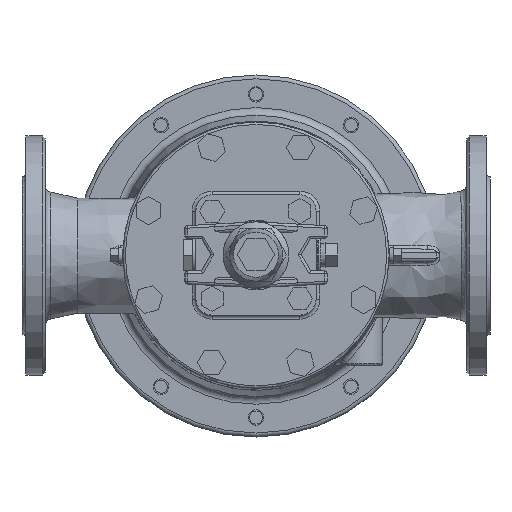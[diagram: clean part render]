
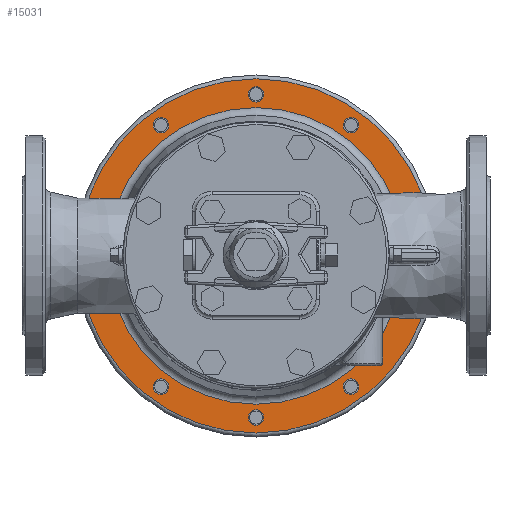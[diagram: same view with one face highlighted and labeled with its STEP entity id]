
A CAD part, top view. The second image highlights one B-rep face of the part: STEP entity #15031.
In plain terms, the highlighted planar face has unit normal (0, 0, 1).
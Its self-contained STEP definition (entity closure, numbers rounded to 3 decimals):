
#115=PLANE('',#16137);
#3218=FACE_BOUND('',#4729,.T.);
#3219=FACE_BOUND('',#4730,.T.);
#3220=FACE_BOUND('',#4731,.T.);
#3221=FACE_BOUND('',#4732,.T.);
#3222=FACE_BOUND('',#4733,.T.);
#3223=FACE_BOUND('',#4734,.T.);
#3224=FACE_BOUND('',#4735,.T.);
#3225=FACE_BOUND('',#4736,.T.);
#3226=FACE_BOUND('',#4737,.T.);
#3227=FACE_BOUND('',#4738,.T.);
#3228=FACE_BOUND('',#4739,.T.);
#3650=FACE_OUTER_BOUND('',#4728,.T.);
#4728=EDGE_LOOP('',(#10913));
#4729=EDGE_LOOP('',(#10914));
#4730=EDGE_LOOP('',(#10915));
#4731=EDGE_LOOP('',(#10916));
#4732=EDGE_LOOP('',(#10917));
#4733=EDGE_LOOP('',(#10918));
#4734=EDGE_LOOP('',(#10919));
#4735=EDGE_LOOP('',(#10920));
#4736=EDGE_LOOP('',(#10921));
#4737=EDGE_LOOP('',(#10922));
#4738=EDGE_LOOP('',(#10923));
#4739=EDGE_LOOP('',(#10924));
#6243=CIRCLE('',#16036,5.053);
#6245=CIRCLE('',#16039,5.053);
#6247=CIRCLE('',#16042,5.053);
#6249=CIRCLE('',#16045,5.053);
#6251=CIRCLE('',#16048,5.053);
#6253=CIRCLE('',#16051,5.053);
#6255=CIRCLE('',#16054,5.053);
#6257=CIRCLE('',#16057,5.053);
#6259=CIRCLE('',#16060,5.053);
#6261=CIRCLE('',#16063,5.053);
#6304=CIRCLE('',#16136,137.);
#6305=CIRCLE('',#16138,114.73);
#7001=VERTEX_POINT('',#23773);
#7003=VERTEX_POINT('',#23778);
#7005=VERTEX_POINT('',#23783);
#7007=VERTEX_POINT('',#23788);
#7009=VERTEX_POINT('',#23793);
#7011=VERTEX_POINT('',#23798);
#7013=VERTEX_POINT('',#23803);
#7015=VERTEX_POINT('',#23808);
#7017=VERTEX_POINT('',#23813);
#7019=VERTEX_POINT('',#23818);
#7095=VERTEX_POINT('',#25626);
#7096=VERTEX_POINT('',#25629);
#8444=EDGE_CURVE('',#7001,#7001,#6243,.T.);
#8446=EDGE_CURVE('',#7003,#7003,#6245,.T.);
#8448=EDGE_CURVE('',#7005,#7005,#6247,.T.);
#8450=EDGE_CURVE('',#7007,#7007,#6249,.T.);
#8452=EDGE_CURVE('',#7009,#7009,#6251,.T.);
#8454=EDGE_CURVE('',#7011,#7011,#6253,.T.);
#8456=EDGE_CURVE('',#7013,#7013,#6255,.T.);
#8458=EDGE_CURVE('',#7015,#7015,#6257,.T.);
#8460=EDGE_CURVE('',#7017,#7017,#6259,.T.);
#8462=EDGE_CURVE('',#7019,#7019,#6261,.T.);
#8580=EDGE_CURVE('',#7095,#7095,#6304,.T.);
#8581=EDGE_CURVE('',#7096,#7096,#6305,.T.);
#10913=ORIENTED_EDGE('',*,*,#8580,.F.);
#10914=ORIENTED_EDGE('',*,*,#8444,.T.);
#10915=ORIENTED_EDGE('',*,*,#8446,.T.);
#10916=ORIENTED_EDGE('',*,*,#8448,.T.);
#10917=ORIENTED_EDGE('',*,*,#8450,.T.);
#10918=ORIENTED_EDGE('',*,*,#8452,.T.);
#10919=ORIENTED_EDGE('',*,*,#8454,.T.);
#10920=ORIENTED_EDGE('',*,*,#8456,.T.);
#10921=ORIENTED_EDGE('',*,*,#8458,.T.);
#10922=ORIENTED_EDGE('',*,*,#8460,.T.);
#10923=ORIENTED_EDGE('',*,*,#8462,.T.);
#10924=ORIENTED_EDGE('',*,*,#8581,.F.);
#15031=ADVANCED_FACE('',(#3650,#3218,#3219,#3220,#3221,#3222,#3223,#3224,
#3225,#3226,#3227,#3228),#115,.T.);
#16036=AXIS2_PLACEMENT_3D('',#23774,#17767,#17768);
#16039=AXIS2_PLACEMENT_3D('',#23779,#17773,#17774);
#16042=AXIS2_PLACEMENT_3D('',#23784,#17779,#17780);
#16045=AXIS2_PLACEMENT_3D('',#23789,#17785,#17786);
#16048=AXIS2_PLACEMENT_3D('',#23794,#17791,#17792);
#16051=AXIS2_PLACEMENT_3D('',#23799,#17797,#17798);
#16054=AXIS2_PLACEMENT_3D('',#23804,#17803,#17804);
#16057=AXIS2_PLACEMENT_3D('',#23809,#17809,#17810);
#16060=AXIS2_PLACEMENT_3D('',#23814,#17815,#17816);
#16063=AXIS2_PLACEMENT_3D('',#23819,#17821,#17822);
#16136=AXIS2_PLACEMENT_3D('',#25627,#17979,#17980);
#16137=AXIS2_PLACEMENT_3D('',#25628,#17981,#17982);
#16138=AXIS2_PLACEMENT_3D('',#25630,#17983,#17984);
#17767=DIRECTION('center_axis',(0.,0.,-1.));
#17768=DIRECTION('ref_axis',(-0.809,0.588,0.));
#17773=DIRECTION('center_axis',(0.,0.,-1.));
#17774=DIRECTION('ref_axis',(-0.309,0.951,0.));
#17779=DIRECTION('center_axis',(0.,0.,-1.));
#17780=DIRECTION('ref_axis',(0.309,0.951,0.));
#17785=DIRECTION('center_axis',(0.,0.,-1.));
#17786=DIRECTION('ref_axis',(0.809,0.588,0.));
#17791=DIRECTION('center_axis',(0.,0.,-1.));
#17792=DIRECTION('ref_axis',(1.,0.,0.));
#17797=DIRECTION('center_axis',(0.,0.,-1.));
#17798=DIRECTION('ref_axis',(0.809,-0.588,0.));
#17803=DIRECTION('center_axis',(0.,0.,-1.));
#17804=DIRECTION('ref_axis',(0.309,-0.951,0.));
#17809=DIRECTION('center_axis',(0.,0.,-1.));
#17810=DIRECTION('ref_axis',(-0.309,-0.951,0.));
#17815=DIRECTION('center_axis',(0.,0.,-1.));
#17816=DIRECTION('ref_axis',(-0.809,-0.588,0.));
#17821=DIRECTION('center_axis',(0.,0.,-1.));
#17822=DIRECTION('ref_axis',(-1.,0.,0.));
#17979=DIRECTION('center_axis',(0.,0.,-1.));
#17980=DIRECTION('ref_axis',(-1.,0.,0.));
#17981=DIRECTION('center_axis',(0.,0.,1.));
#17982=DIRECTION('ref_axis',(1.,0.,0.));
#17983=DIRECTION('center_axis',(0.,0.,1.));
#17984=DIRECTION('ref_axis',(-1.,0.,0.));
#23773=CARTESIAN_POINT('',(77.561,98.157,30.));
#23774=CARTESIAN_POINT('Origin',(73.473,101.127,30.));
#23778=CARTESIAN_POINT('',(120.444,33.821,30.));
#23779=CARTESIAN_POINT('Origin',(118.882,38.627,30.));
#23783=CARTESIAN_POINT('',(117.321,-43.433,30.));
#23784=CARTESIAN_POINT('Origin',(118.882,-38.627,30.));
#23788=CARTESIAN_POINT('',(69.385,-104.097,30.));
#23789=CARTESIAN_POINT('Origin',(73.473,-101.127,30.));
#23793=CARTESIAN_POINT('',(-5.053,-125.,30.));
#23794=CARTESIAN_POINT('Origin',(0.,-125.,30.));
#23798=CARTESIAN_POINT('',(-77.561,-98.157,30.));
#23799=CARTESIAN_POINT('Origin',(-73.473,-101.127,30.));
#23803=CARTESIAN_POINT('',(-120.444,-33.821,30.));
#23804=CARTESIAN_POINT('Origin',(-118.882,-38.627,30.));
#23808=CARTESIAN_POINT('',(-117.321,43.433,30.));
#23809=CARTESIAN_POINT('Origin',(-118.882,38.627,30.));
#23813=CARTESIAN_POINT('',(-69.385,104.097,30.));
#23814=CARTESIAN_POINT('Origin',(-73.473,101.127,30.));
#23818=CARTESIAN_POINT('',(5.053,125.,30.));
#23819=CARTESIAN_POINT('Origin',(0.,125.,30.));
#25626=CARTESIAN_POINT('',(137.,0.,30.));
#25627=CARTESIAN_POINT('Origin',(0.,0.,30.));
#25628=CARTESIAN_POINT('Origin',(0.,0.,
30.));
#25629=CARTESIAN_POINT('',(114.73,0.,30.));
#25630=CARTESIAN_POINT('Origin',(0.,0.,30.));
